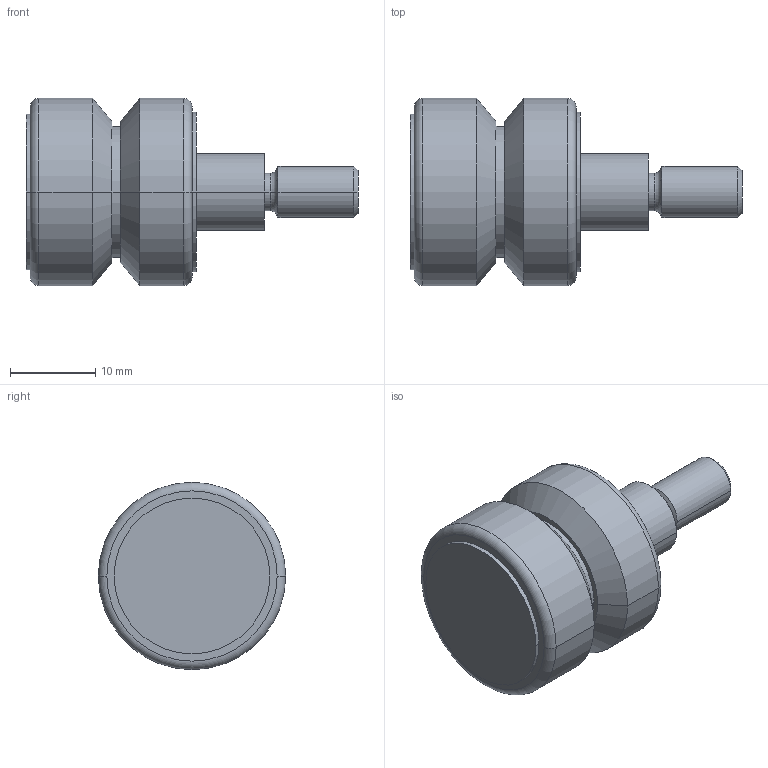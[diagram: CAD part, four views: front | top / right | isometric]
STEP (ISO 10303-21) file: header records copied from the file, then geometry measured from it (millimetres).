
FILE_DESCRIPTION (( 'STEP AP214' ), '1' );
FILE_NAME ('NFR 22.STEP', '2013-03-21T07:23:49', ( 'Simone.Haas' ), ( '' ), 'SwSTEP 2.0', 'SolidWorks 2013', '' );
FILE_SCHEMA (( 'AUTOMOTIVE_DESIGN' ));
Length unit declared in the file: millimetre
Products named in the file (1): NFR 22
Bounding box: 39 x 22 x 22 mm (x, y, z)
Volume: 7679.3 mm3; surface area: 2665.2 mm2
Topology: 1 solids, 1 shells, 38 faces, 74 edges, 44 vertices
Faces by surface type: cylinder 16, cone 8, plane 8, torus 6
Entity records: 1058 total; most frequent: DIRECTION 202, CARTESIAN_POINT 157, ORIENTED_EDGE 148, AXIS2_PLACEMENT_3D 89, EDGE_CURVE 74, CIRCLE 50, EDGE_LOOP 44, VERTEX_POINT 44
